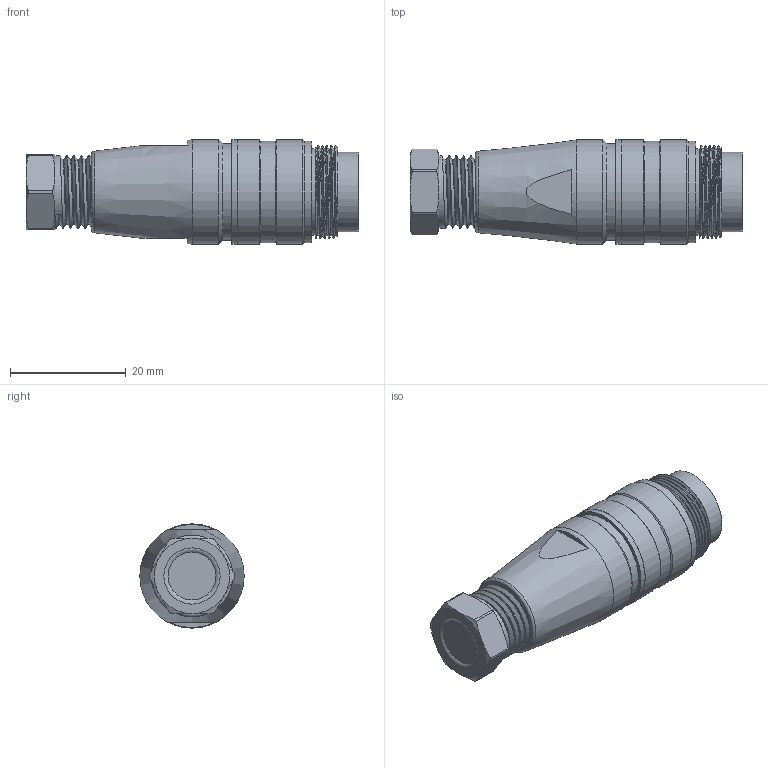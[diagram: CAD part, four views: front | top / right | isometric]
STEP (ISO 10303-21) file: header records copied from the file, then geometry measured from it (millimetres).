
FILE_DESCRIPTION(/* description */ (''),/* implementation_level */ '2;1');
FILE_NAME(/* name */ 'c091 11h006 000 2 unxc001-01.stp',/* time_stamp */ '2019-07-24T16:35:36+02:00',/* author */ (''),/* organization */ (''),/* preprocessor_version */ 'ST-DEVELOPER v16.7',/* originating_system */ 'SIEMENS PLM Software NX 12.0',/* authorisation */ '');
FILE_SCHEMA (('AUTOMOTIVE_DESIGN { 1 0 10303 214 3 1 1 1 }'));
Length unit declared in the file: millimetre
Products named in the file (16): n 06 014 0004nxm001-01; c091 g05 002 e2nxm001-01; c091 g54 000 e2nxm001-02; c091 g09 000 e2nxm001-10; n 05 166 0001 2 unxm001-01; c091 g10 002 e2nxm001-04; drrg 8pg7nxm001-01; n 16 070 0002 12 unxm001-02; drg 6-6x10_7nxm001-01; t 1664 041 9 unxm001-02; c091 4015 5002nxm001-02; c091 g05 002 g2 unxm001-01; c091 g54 002 g2 unxm001-01; c091 g04 002 g2nxm001-01; c091 11h006 000 2 unxm001-01_SOLID; c091 11h006 000 2 unxc001-01
Assembly tree (16 placements, depth 4):
  c091 11h006 000 2 unxc001-01
    c091 11h006 000 2 unxm001-01_SOLID
      c091 4015 5002nxm001-02
      t 1664 041 9 unxm001-02
      drg 6-6x10_7nxm001-01
      c091 g04 002 g2nxm001-01
        c091 g10 002 e2nxm001-04
      n 16 070 0002 12 unxm001-02
      drrg 8pg7nxm001-01  x2
      c091 g54 002 g2 unxm001-01
        n 05 166 0001 2 unxm001-01
        c091 g09 000 e2nxm001-10
        c091 g54 000 e2nxm001-02
      c091 g05 002 g2 unxm001-01
        c091 g05 002 e2nxm001-01
        n 06 014 0004nxm001-01
Bounding box: 57.3 x 18 x 18 mm (x, y, z)
Volume: 17207.3 mm3; surface area: 17956.5 mm2
Topology: 13 solids, 13 shells, 613 faces, 1582 edges, 1028 vertices
Faces by surface type: plane 268, cylinder 194, bspline 53, cone 40, sphere 24, extrusion 19, torus 15
Full cylindrical faces by diameter (mm): 1.51 x2, 2 x2, 2.2 x2, 6 x1, 6.5 x1, 8 x2, 10 x1, 10.7 x1, 11 x2, 11.28 x6, 12.5 x11, 13.8 x2, 14 x2, 14.2 x2, 14.5 x1, 14.8 x1, 14.95 x1, 15 x6, 16.2 x1, 16.6 x2, 16.7 x4, 17 x1, 17.1 x1, 17.2 x1, 17.6 x4, 17.96 x2, 18 x6
Entity records: 28874 total; most frequent: CARTESIAN_POINT 13487, ORIENTED_EDGE 2836, DIRECTION 2541, EDGE_CURVE 1418, VERTEX_POINT 969, AXIS2_PLACEMENT_3D 962, EDGE_LOOP 740, VECTOR 617
